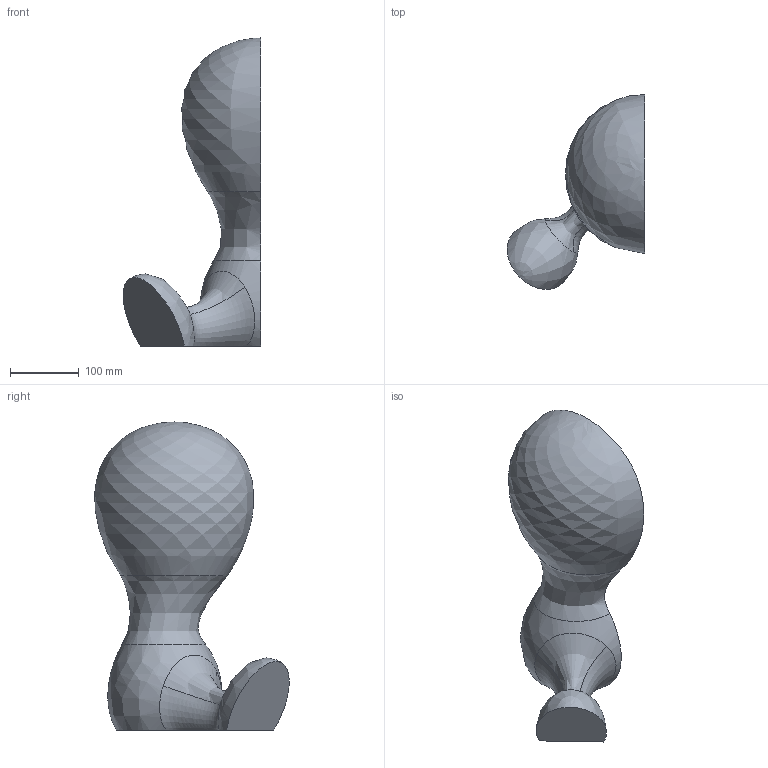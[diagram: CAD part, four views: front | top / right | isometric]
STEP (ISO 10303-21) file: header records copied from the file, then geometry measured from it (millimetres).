
FILE_DESCRIPTION (( 'STEP AP203' ), '1' );
FILE_NAME ('base-shape.step', '2015-02-17T13:08:41', ( 'Cesar' ), ( '' ), 'SwSTEP 2.0', 'SolidWorks 2013', '' );
FILE_SCHEMA (( 'CONFIG_CONTROL_DESIGN' ));
Length unit declared in the file: millimetre
Products named in the file (1): base-shape
Bounding box: 200.2 x 282.67 x 447.83 mm (x, y, z)
Surface area: 364289.1 mm2 (no closed solid volume)
Topology: 0 solids, 2 shells, 17 faces, 52 edges, 36 vertices
Faces by surface type: bspline 13, plane 4
Entity records: 26594 total; most frequent: CARTESIAN_POINT 26203, ORIENTED_EDGE 86, EDGE_CURVE 50, B_SPLINE_CURVE_WITH_KNOTS 46, VERTEX_POINT 36, FACE_OUTER_BOUND 17, EDGE_LOOP 17, ADVANCED_FACE 17
